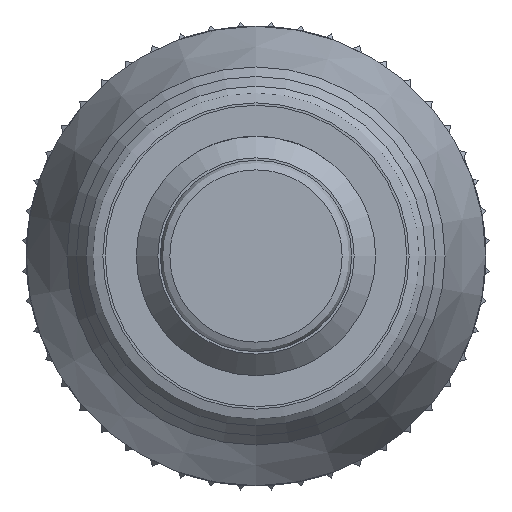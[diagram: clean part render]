
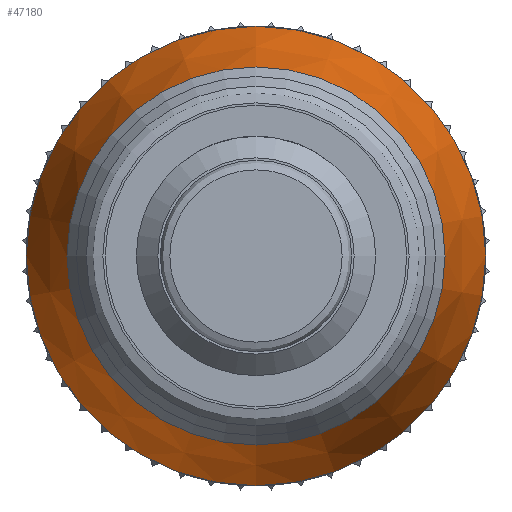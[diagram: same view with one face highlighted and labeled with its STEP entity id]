
A CAD part, left-side view. The second image highlights one B-rep face of the part: STEP entity #47180.
In plain terms, the highlighted conical face has half-angle 16.887 degrees and reference radius 4.8 mm.
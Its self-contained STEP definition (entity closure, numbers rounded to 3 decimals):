
#45687 = CYLINDRICAL_SURFACE('',#45688,4.8);
#45688 = AXIS2_PLACEMENT_3D('',#45689,#45690,#45691);
#45689 = CARTESIAN_POINT('',(334.,0.,
    0.));
#45690 = DIRECTION('',(1.,0.,0.));
#45691 = DIRECTION('',(0.,0.,1.));
#47180 = ADVANCED_FACE('',(#47181),#47196,.T.);
#47181 = FACE_BOUND('',#47182,.T.);
#47182 = EDGE_LOOP('',(#47183,#47217,#47237,#47259,#47281,#47301));
#47183 = ORIENTED_EDGE('',*,*,#47184,.T.);
#47184 = EDGE_CURVE('',#47185,#47187,#47189,.T.);
#47185 = VERTEX_POINT('',#47186);
#47186 = CARTESIAN_POINT('',(334.2,0.,-3.95));
#47187 = VERTEX_POINT('',#47188);
#47188 = CARTESIAN_POINT('',(334.2,3.95,0.));
#47189 = SURFACE_CURVE('',#47190,(#47195,#47206),.PCURVE_S1.);
#47190 = CIRCLE('',#47191,3.95);
#47191 = AXIS2_PLACEMENT_3D('',#47192,#47193,#47194);
#47192 = CARTESIAN_POINT('',(334.2,0.,
    0.));
#47193 = DIRECTION('',(1.,0.,0.));
#47194 = DIRECTION('',(0.,0.,-1.));
#47195 = PCURVE('',#47196,#47201);
#47196 = CONICAL_SURFACE('',#47197,4.8,0.295);
#47197 = AXIS2_PLACEMENT_3D('',#47198,#47199,#47200);
#47198 = CARTESIAN_POINT('',(337.,0.,0.
    ));
#47199 = DIRECTION('',(1.,0.,0.));
#47200 = DIRECTION('',(0.,0.,-1.));
#47201 = DEFINITIONAL_REPRESENTATION('',(#47202),#47205);
#47202 = B_SPLINE_CURVE_WITH_KNOTS('',1,(#47203,#47204),.UNSPECIFIED.,
  .F.,.F.,(2,2),(0.,6.283),.PIECEWISE_BEZIER_KNOTS.);
#47203 = CARTESIAN_POINT('',(0.,-2.8));
#47204 = CARTESIAN_POINT('',(6.283,-2.8));
#47205 = ( GEOMETRIC_REPRESENTATION_CONTEXT(2) 
PARAMETRIC_REPRESENTATION_CONTEXT() REPRESENTATION_CONTEXT('2D SPACE',''
  ) );
#47206 = PCURVE('',#47207,#47212);
#47207 = CYLINDRICAL_SURFACE('',#47208,3.95);
#47208 = AXIS2_PLACEMENT_3D('',#47209,#47210,#47211);
#47209 = CARTESIAN_POINT('',(334.,0.,
    0.));
#47210 = DIRECTION('',(1.,0.,0.));
#47211 = DIRECTION('',(0.,0.,1.));
#47212 = DEFINITIONAL_REPRESENTATION('',(#47213),#47216);
#47213 = B_SPLINE_CURVE_WITH_KNOTS('',1,(#47214,#47215),.UNSPECIFIED.,
  .F.,.F.,(2,2),(0.,6.283),.PIECEWISE_BEZIER_KNOTS.);
#47214 = CARTESIAN_POINT('',(9.425,0.2));
#47215 = CARTESIAN_POINT('',(15.708,0.2));
#47216 = ( GEOMETRIC_REPRESENTATION_CONTEXT(2) 
PARAMETRIC_REPRESENTATION_CONTEXT() REPRESENTATION_CONTEXT('2D SPACE',''
  ) );
#47217 = ORIENTED_EDGE('',*,*,#47218,.T.);
#47218 = EDGE_CURVE('',#47187,#47185,#47219,.T.);
#47219 = SURFACE_CURVE('',#47220,(#47225,#47231),.PCURVE_S1.);
#47220 = CIRCLE('',#47221,3.95);
#47221 = AXIS2_PLACEMENT_3D('',#47222,#47223,#47224);
#47222 = CARTESIAN_POINT('',(334.2,0.,
    0.));
#47223 = DIRECTION('',(1.,0.,0.));
#47224 = DIRECTION('',(0.,0.,-1.));
#47225 = PCURVE('',#47196,#47226);
#47226 = DEFINITIONAL_REPRESENTATION('',(#47227),#47230);
#47227 = B_SPLINE_CURVE_WITH_KNOTS('',1,(#47228,#47229),.UNSPECIFIED.,
  .F.,.F.,(2,2),(0.,6.283),.PIECEWISE_BEZIER_KNOTS.);
#47228 = CARTESIAN_POINT('',(0.,-2.8));
#47229 = CARTESIAN_POINT('',(6.283,-2.8));
#47230 = ( GEOMETRIC_REPRESENTATION_CONTEXT(2) 
PARAMETRIC_REPRESENTATION_CONTEXT() REPRESENTATION_CONTEXT('2D SPACE',''
  ) );
#47231 = PCURVE('',#47207,#47232);
#47232 = DEFINITIONAL_REPRESENTATION('',(#47233),#47236);
#47233 = B_SPLINE_CURVE_WITH_KNOTS('',1,(#47234,#47235),.UNSPECIFIED.,
  .F.,.F.,(2,2),(0.,6.283),.PIECEWISE_BEZIER_KNOTS.);
#47234 = CARTESIAN_POINT('',(3.142,0.2));
#47235 = CARTESIAN_POINT('',(9.425,0.2));
#47236 = ( GEOMETRIC_REPRESENTATION_CONTEXT(2) 
PARAMETRIC_REPRESENTATION_CONTEXT() REPRESENTATION_CONTEXT('2D SPACE',''
  ) );
#47237 = ORIENTED_EDGE('',*,*,#47238,.T.);
#47238 = EDGE_CURVE('',#47185,#47239,#47241,.T.);
#47239 = VERTEX_POINT('',#47240);
#47240 = CARTESIAN_POINT('',(337.,0.,-4.8));
#47241 = SEAM_CURVE('',#47242,(#47245,#47252),.PCURVE_S1.);
#47242 = B_SPLINE_CURVE_WITH_KNOTS('',1,(#47243,#47244),.UNSPECIFIED.,
  .F.,.F.,(2,2),(-2.926,0.),
  .PIECEWISE_BEZIER_KNOTS.);
#47243 = CARTESIAN_POINT('',(334.2,0.,-3.95));
#47244 = CARTESIAN_POINT('',(337.,0.,-4.8));
#47245 = PCURVE('',#47196,#47246);
#47246 = DEFINITIONAL_REPRESENTATION('',(#47247),#47251);
#47247 = LINE('',#47248,#47249);
#47248 = CARTESIAN_POINT('',(6.283,0.));
#47249 = VECTOR('',#47250,1.);
#47250 = DIRECTION('',(0.,1.));
#47251 = ( GEOMETRIC_REPRESENTATION_CONTEXT(2) 
PARAMETRIC_REPRESENTATION_CONTEXT() REPRESENTATION_CONTEXT('2D SPACE',''
  ) );
#47252 = PCURVE('',#47196,#47253);
#47253 = DEFINITIONAL_REPRESENTATION('',(#47254),#47258);
#47254 = LINE('',#47255,#47256);
#47255 = CARTESIAN_POINT('',(0.,0.));
#47256 = VECTOR('',#47257,1.);
#47257 = DIRECTION('',(0.,1.));
#47258 = ( GEOMETRIC_REPRESENTATION_CONTEXT(2) 
PARAMETRIC_REPRESENTATION_CONTEXT() REPRESENTATION_CONTEXT('2D SPACE',''
  ) );
#47259 = ORIENTED_EDGE('',*,*,#47260,.F.);
#47260 = EDGE_CURVE('',#47261,#47239,#47263,.T.);
#47261 = VERTEX_POINT('',#47262);
#47262 = CARTESIAN_POINT('',(337.,0.,4.8));
#47263 = SURFACE_CURVE('',#47264,(#47269,#47275),.PCURVE_S1.);
#47264 = CIRCLE('',#47265,4.8);
#47265 = AXIS2_PLACEMENT_3D('',#47266,#47267,#47268);
#47266 = CARTESIAN_POINT('',(337.,0.,0.
    ));
#47267 = DIRECTION('',(1.,0.,0.));
#47268 = DIRECTION('',(0.,0.,-1.));
#47269 = PCURVE('',#47196,#47270);
#47270 = DEFINITIONAL_REPRESENTATION('',(#47271),#47274);
#47271 = B_SPLINE_CURVE_WITH_KNOTS('',1,(#47272,#47273),.UNSPECIFIED.,
  .F.,.F.,(2,2),(0.,6.283),.PIECEWISE_BEZIER_KNOTS.);
#47272 = CARTESIAN_POINT('',(0.,0.));
#47273 = CARTESIAN_POINT('',(6.283,0.));
#47274 = ( GEOMETRIC_REPRESENTATION_CONTEXT(2) 
PARAMETRIC_REPRESENTATION_CONTEXT() REPRESENTATION_CONTEXT('2D SPACE',''
  ) );
#47275 = PCURVE('',#45687,#47276);
#47276 = DEFINITIONAL_REPRESENTATION('',(#47277),#47280);
#47277 = B_SPLINE_CURVE_WITH_KNOTS('',1,(#47278,#47279),.UNSPECIFIED.,
  .F.,.F.,(2,2),(0.,6.283),.PIECEWISE_BEZIER_KNOTS.);
#47278 = CARTESIAN_POINT('',(-3.142,3.));
#47279 = CARTESIAN_POINT('',(3.142,3.));
#47280 = ( GEOMETRIC_REPRESENTATION_CONTEXT(2) 
PARAMETRIC_REPRESENTATION_CONTEXT() REPRESENTATION_CONTEXT('2D SPACE',''
  ) );
#47281 = ORIENTED_EDGE('',*,*,#47282,.F.);
#47282 = EDGE_CURVE('',#47239,#47261,#47283,.T.);
#47283 = SURFACE_CURVE('',#47284,(#47289,#47295),.PCURVE_S1.);
#47284 = CIRCLE('',#47285,4.8);
#47285 = AXIS2_PLACEMENT_3D('',#47286,#47287,#47288);
#47286 = CARTESIAN_POINT('',(337.,0.,0.
    ));
#47287 = DIRECTION('',(1.,0.,0.));
#47288 = DIRECTION('',(0.,0.,-1.));
#47289 = PCURVE('',#47196,#47290);
#47290 = DEFINITIONAL_REPRESENTATION('',(#47291),#47294);
#47291 = B_SPLINE_CURVE_WITH_KNOTS('',1,(#47292,#47293),.UNSPECIFIED.,
  .F.,.F.,(2,2),(0.,6.283),.PIECEWISE_BEZIER_KNOTS.);
#47292 = CARTESIAN_POINT('',(0.,0.));
#47293 = CARTESIAN_POINT('',(6.283,0.));
#47294 = ( GEOMETRIC_REPRESENTATION_CONTEXT(2) 
PARAMETRIC_REPRESENTATION_CONTEXT() REPRESENTATION_CONTEXT('2D SPACE',''
  ) );
#47295 = PCURVE('',#45687,#47296);
#47296 = DEFINITIONAL_REPRESENTATION('',(#47297),#47300);
#47297 = B_SPLINE_CURVE_WITH_KNOTS('',1,(#47298,#47299),.UNSPECIFIED.,
  .F.,.F.,(2,2),(0.,6.283),.PIECEWISE_BEZIER_KNOTS.);
#47298 = CARTESIAN_POINT('',(3.142,3.));
#47299 = CARTESIAN_POINT('',(9.425,3.));
#47300 = ( GEOMETRIC_REPRESENTATION_CONTEXT(2) 
PARAMETRIC_REPRESENTATION_CONTEXT() REPRESENTATION_CONTEXT('2D SPACE',''
  ) );
#47301 = ORIENTED_EDGE('',*,*,#47238,.F.);
